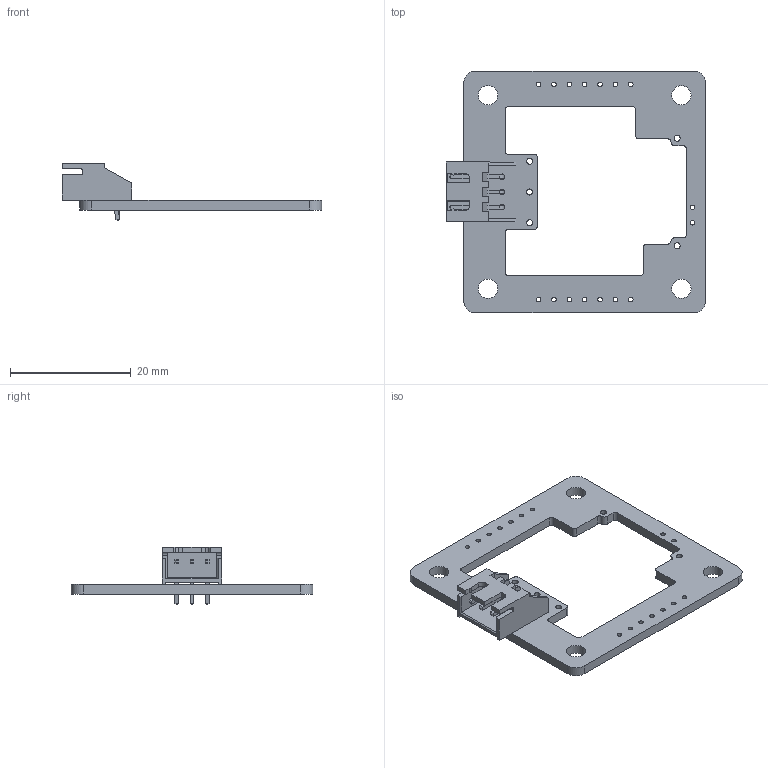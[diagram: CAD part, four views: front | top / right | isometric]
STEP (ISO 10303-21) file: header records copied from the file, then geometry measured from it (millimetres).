
FILE_DESCRIPTION(('KiCad electronic assembly'),'2;1');
FILE_NAME('pwm-esc-littlebee.step','2022-03-26T12:00:17',('An Author'),( 'A Company'),'Open CASCADE STEP processor 6.9', 'KiCad to STEP converter','Unknown');
FILE_SCHEMA(('AUTOMOTIVE_DESIGN { 1 0 10303 214 1 1 1 1 }'));
Length unit declared in the file: millimetre
Products named in the file (4): Open CASCADE STEP translator 6.9 1; JST_XH_S03B-XH-A_1x03_P2.50mm_Horizontal; SOLID; COMPOUND
Assembly tree (3 placements, depth 3):
  Open CASCADE STEP translator 6.9 1
    JST_XH_S03B-XH-A_1x03_P2.50mm_Horizontal
      SOLID
    COMPOUND
Bounding box: 42.87 x 40 x 9.5 mm (x, y, z)
Volume: 1618.4 mm3; surface area: 3004.2 mm2
Topology: 2 solids, 2 shells, 205 faces, 567 edges, 372 vertices
Faces by surface type: plane 147, cylinder 58
Full cylindrical faces by diameter (mm): 0.762 x16, 0.95 x3, 1 x5, 3.2 x4
Entity records: 15035 total; most frequent: CARTESIAN_POINT 2306, DIRECTION 2231, LINE 1469, VECTOR 1469, ORIENTED_EDGE 1134, PCURVE 1134, DEFINITIONAL_REPRESENTATION 1134, EDGE_CURVE 567
